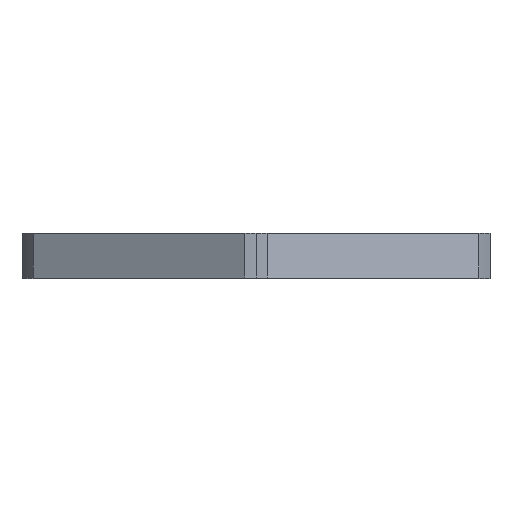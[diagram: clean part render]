
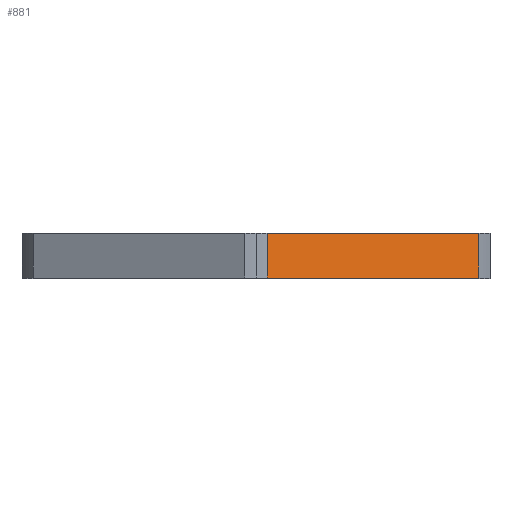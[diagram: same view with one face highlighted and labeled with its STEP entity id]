
A CAD part, top view. The second image highlights one B-rep face of the part: STEP entity #881.
In plain terms, the highlighted planar face has unit normal (0.5, 0, 0.866).
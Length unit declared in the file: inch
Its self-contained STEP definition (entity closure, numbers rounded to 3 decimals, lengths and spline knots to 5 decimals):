
#69 = PLANE ( 'NONE',  #668 ) ;
#77 = VECTOR ( 'NONE', #268, 39.37008 ) ;
#83 = VERTEX_POINT ( 'NONE', #940 ) ;
#110 = LINE ( 'NONE', #888, #933 ) ;
#133 = CARTESIAN_POINT ( 'NONE',  ( 0.04644, 0.3, 1.09902 ) ) ;
#182 = EDGE_CURVE ( 'NONE', #909, #644, #110, .T. ) ;
#185 = EDGE_CURVE ( 'NONE', #1030, #909, #631, .T. ) ;
#268 = DIRECTION ( 'NONE',  ( 0., 1., 0. ) ) ;
#374 = CARTESIAN_POINT ( 'NONE',  ( 0.92856, 0.1125, 0.58973 ) ) ;
#383 = ORIENTED_EDGE ( 'NONE', *, *, #182, .T. ) ;
#398 = FACE_OUTER_BOUND ( 'NONE', #1212, .T. ) ;
#471 = ORIENTED_EDGE ( 'NONE', *, *, #970, .F. ) ;
#499 = VECTOR ( 'NONE', #979, 39.37008 ) ;
#577 = LINE ( 'NONE', #1219, #1152 ) ;
#631 = LINE ( 'NONE', #374, #77 ) ;
#644 = VERTEX_POINT ( 'NONE', #133 ) ;
#668 = AXIS2_PLACEMENT_3D ( 'NONE', #1306, #1312, #693 ) ;
#693 = DIRECTION ( 'NONE',  ( -0.866, 0., 0.5 ) ) ;
#749 = ORIENTED_EDGE ( 'NONE', *, *, #185, .T. ) ;
#784 = DIRECTION ( 'NONE',  ( -0.866, 0., 0.5 ) ) ;
#797 = CARTESIAN_POINT ( 'NONE',  ( 0.92856, 0.3, 0.58973 ) ) ;
#881 = ADVANCED_FACE ( 'NONE', ( #398 ), #69, .F. ) ;
#888 = CARTESIAN_POINT ( 'NONE',  ( 0.92856, 0.3, 0.58973 ) ) ;
#909 = VERTEX_POINT ( 'NONE', #797 ) ;
#933 = VECTOR ( 'NONE', #784, 39.37008 ) ;
#940 = CARTESIAN_POINT ( 'NONE',  ( 0.04644, 0.1125, 1.09902 ) ) ;
#970 = EDGE_CURVE ( 'NONE', #83, #644, #577, .T. ) ;
#979 = DIRECTION ( 'NONE',  ( -0.866, 0., 0.5 ) ) ;
#1028 = CARTESIAN_POINT ( 'NONE',  ( 0.92856, 0.1125, 0.58973 ) ) ;
#1030 = VERTEX_POINT ( 'NONE', #1028 ) ;
#1038 = LINE ( 'NONE', #1077, #499 ) ;
#1042 = ORIENTED_EDGE ( 'NONE', *, *, #1241, .F. ) ;
#1077 = CARTESIAN_POINT ( 'NONE',  ( 0.92856, 0.1125, 0.58973 ) ) ;
#1152 = VECTOR ( 'NONE', #1223, 39.37008 ) ;
#1212 = EDGE_LOOP ( 'NONE', ( #383, #471, #1042, #749 ) ) ;
#1219 = CARTESIAN_POINT ( 'NONE',  ( 0.04644, 0.1125, 1.09902 ) ) ;
#1223 = DIRECTION ( 'NONE',  ( 0., 1., 0. ) ) ;
#1241 = EDGE_CURVE ( 'NONE', #1030, #83, #1038, .T. ) ;
#1306 = CARTESIAN_POINT ( 'NONE',  ( 0.92856, 0.1125, 0.58973 ) ) ;
#1312 = DIRECTION ( 'NONE',  ( -0.5, 0., -0.866 ) ) ;
